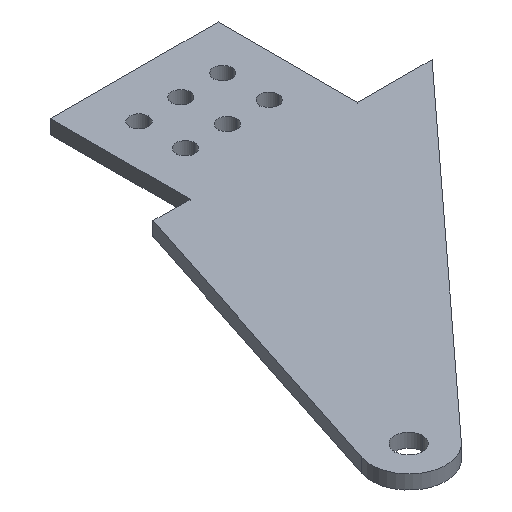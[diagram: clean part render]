
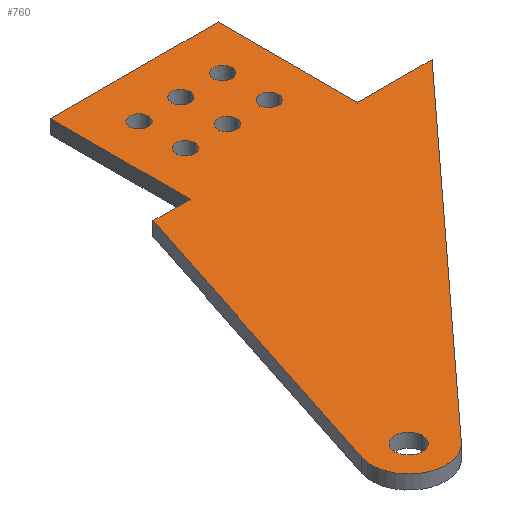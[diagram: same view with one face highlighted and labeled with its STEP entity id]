
A CAD part, isometric view. The second image highlights one B-rep face of the part: STEP entity #760.
In plain terms, the highlighted planar face has unit normal (0, 0, 1).
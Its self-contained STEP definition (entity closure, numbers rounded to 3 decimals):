
#42=CARTESIAN_POINT('Vertex',(0.,0.,1.5)) ;
#56=CARTESIAN_POINT('Vertex',(-10.804,-33.264,1.5)) ;
#59=CARTESIAN_POINT('Line Origine',(-5.402,-16.632,1.5)) ;
#87=CARTESIAN_POINT('Vertex',(-4.049,-37.201,1.5)) ;
#90=CARTESIAN_POINT('Axis2P3D Location',(-7.,-34.5,1.5)) ;
#118=CARTESIAN_POINT('Vertex',(30.,0.,1.5)) ;
#121=CARTESIAN_POINT('Line Origine',(12.975,-18.6,1.5)) ;
#149=CARTESIAN_POINT('Vertex',(22.,0.,1.5)) ;
#152=CARTESIAN_POINT('Line Origine',(26.,0.,1.5)) ;
#180=CARTESIAN_POINT('Vertex',(22.,15.,1.5)) ;
#183=CARTESIAN_POINT('Line Origine',(22.,7.5,1.5)) ;
#211=CARTESIAN_POINT('Vertex',(4.,15.,1.5)) ;
#214=CARTESIAN_POINT('Line Origine',(13.,15.,1.5)) ;
#242=CARTESIAN_POINT('Vertex',(4.,0.,1.5)) ;
#245=CARTESIAN_POINT('Line Origine',(4.,7.5,1.5)) ;
#262=CARTESIAN_POINT('Line Origine',(2.,0.,1.5)) ;
#279=CARTESIAN_POINT('Axis2P3D Location',(-7.,-34.5,1.5)) ;
#283=CARTESIAN_POINT('Vertex',(-8.5,-34.5,1.5)) ;
#285=CARTESIAN_POINT('Vertex',(-5.5,-34.5,1.5)) ;
#314=CARTESIAN_POINT('Axis2P3D Location',(-7.,-34.5,1.5)) ;
#336=CARTESIAN_POINT('Axis2P3D Location',(8.5,5.,1.5)) ;
#340=CARTESIAN_POINT('Vertex',(7.5,5.,1.5)) ;
#342=CARTESIAN_POINT('Vertex',(9.5,5.,1.5)) ;
#371=CARTESIAN_POINT('Axis2P3D Location',(8.5,5.,1.5)) ;
#393=CARTESIAN_POINT('Axis2P3D Location',(13.,5.,1.5)) ;
#397=CARTESIAN_POINT('Vertex',(12.,5.,1.5)) ;
#399=CARTESIAN_POINT('Vertex',(14.,5.,1.5)) ;
#428=CARTESIAN_POINT('Axis2P3D Location',(13.,5.,1.5)) ;
#450=CARTESIAN_POINT('Axis2P3D Location',(17.5,5.,1.5)) ;
#454=CARTESIAN_POINT('Vertex',(16.5,5.,1.5)) ;
#456=CARTESIAN_POINT('Vertex',(18.5,5.,1.5)) ;
#485=CARTESIAN_POINT('Axis2P3D Location',(17.5,5.,1.5)) ;
#507=CARTESIAN_POINT('Axis2P3D Location',(8.5,10.,1.5)) ;
#511=CARTESIAN_POINT('Vertex',(7.5,10.,1.5)) ;
#513=CARTESIAN_POINT('Vertex',(9.5,10.,1.5)) ;
#542=CARTESIAN_POINT('Axis2P3D Location',(8.5,10.,1.5)) ;
#564=CARTESIAN_POINT('Axis2P3D Location',(13.,10.,1.5)) ;
#568=CARTESIAN_POINT('Vertex',(12.,10.,1.5)) ;
#570=CARTESIAN_POINT('Vertex',(14.,10.,1.5)) ;
#599=CARTESIAN_POINT('Axis2P3D Location',(13.,10.,1.5)) ;
#621=CARTESIAN_POINT('Axis2P3D Location',(17.5,10.,1.5)) ;
#625=CARTESIAN_POINT('Vertex',(16.5,10.,1.5)) ;
#627=CARTESIAN_POINT('Vertex',(18.5,10.,1.5)) ;
#656=CARTESIAN_POINT('Axis2P3D Location',(17.5,10.,1.5)) ;
#717=CARTESIAN_POINT('Axis2P3D Location',(0.,0.,1.5)) ;
#61=VECTOR('Line Direction',#60,1.) ;
#123=VECTOR('Line Direction',#122,1.) ;
#154=VECTOR('Line Direction',#153,1.) ;
#185=VECTOR('Line Direction',#184,1.) ;
#216=VECTOR('Line Direction',#215,1.) ;
#247=VECTOR('Line Direction',#246,1.) ;
#264=VECTOR('Line Direction',#263,1.) ;
#60=DIRECTION('Vector Direction',(0.309,0.951,0.)) ;
#91=DIRECTION('Axis2P3D Direction',(0.,0.,1.)) ;
#122=DIRECTION('Vector Direction',(-0.675,-0.738,0.)) ;
#153=DIRECTION('Vector Direction',(1.,0.,0.)) ;
#184=DIRECTION('Vector Direction',(0.,-1.,0.)) ;
#215=DIRECTION('Vector Direction',(1.,0.,0.)) ;
#246=DIRECTION('Vector Direction',(0.,1.,0.)) ;
#263=DIRECTION('Vector Direction',(1.,0.,0.)) ;
#280=DIRECTION('Axis2P3D Direction',(0.,0.,1.)) ;
#315=DIRECTION('Axis2P3D Direction',(0.,0.,1.)) ;
#337=DIRECTION('Axis2P3D Direction',(0.,0.,1.)) ;
#372=DIRECTION('Axis2P3D Direction',(0.,0.,1.)) ;
#394=DIRECTION('Axis2P3D Direction',(0.,0.,1.)) ;
#429=DIRECTION('Axis2P3D Direction',(0.,0.,1.)) ;
#451=DIRECTION('Axis2P3D Direction',(0.,0.,1.)) ;
#486=DIRECTION('Axis2P3D Direction',(0.,0.,1.)) ;
#508=DIRECTION('Axis2P3D Direction',(0.,0.,1.)) ;
#543=DIRECTION('Axis2P3D Direction',(0.,0.,1.)) ;
#565=DIRECTION('Axis2P3D Direction',(0.,0.,1.)) ;
#600=DIRECTION('Axis2P3D Direction',(0.,0.,1.)) ;
#622=DIRECTION('Axis2P3D Direction',(0.,0.,1.)) ;
#657=DIRECTION('Axis2P3D Direction',(0.,0.,1.)) ;
#718=DIRECTION('Axis2P3D Direction',(0.,0.,1.)) ;
#719=DIRECTION('Axis2P3D XDirection',(1.,0.,0.)) ;
#92=AXIS2_PLACEMENT_3D('Circle Axis2P3D',#90,#91,$) ;
#281=AXIS2_PLACEMENT_3D('Circle Axis2P3D',#279,#280,$) ;
#316=AXIS2_PLACEMENT_3D('Circle Axis2P3D',#314,#315,$) ;
#338=AXIS2_PLACEMENT_3D('Circle Axis2P3D',#336,#337,$) ;
#373=AXIS2_PLACEMENT_3D('Circle Axis2P3D',#371,#372,$) ;
#395=AXIS2_PLACEMENT_3D('Circle Axis2P3D',#393,#394,$) ;
#430=AXIS2_PLACEMENT_3D('Circle Axis2P3D',#428,#429,$) ;
#452=AXIS2_PLACEMENT_3D('Circle Axis2P3D',#450,#451,$) ;
#487=AXIS2_PLACEMENT_3D('Circle Axis2P3D',#485,#486,$) ;
#509=AXIS2_PLACEMENT_3D('Circle Axis2P3D',#507,#508,$) ;
#544=AXIS2_PLACEMENT_3D('Circle Axis2P3D',#542,#543,$) ;
#566=AXIS2_PLACEMENT_3D('Circle Axis2P3D',#564,#565,$) ;
#601=AXIS2_PLACEMENT_3D('Circle Axis2P3D',#599,#600,$) ;
#623=AXIS2_PLACEMENT_3D('Circle Axis2P3D',#621,#622,$) ;
#658=AXIS2_PLACEMENT_3D('Circle Axis2P3D',#656,#657,$) ;
#720=AXIS2_PLACEMENT_3D('Plane Axis2P3D',#717,#718,#719) ;
#62=LINE('Line',#59,#61) ;
#124=LINE('Line',#121,#123) ;
#155=LINE('Line',#152,#154) ;
#186=LINE('Line',#183,#185) ;
#217=LINE('Line',#214,#216) ;
#248=LINE('Line',#245,#247) ;
#265=LINE('Line',#262,#264) ;
#93=CIRCLE('generated circle',#92,4.) ;
#282=CIRCLE('generated circle',#281,1.5) ;
#317=CIRCLE('generated circle',#316,1.5) ;
#339=CIRCLE('generated circle',#338,1.) ;
#374=CIRCLE('generated circle',#373,1.) ;
#396=CIRCLE('generated circle',#395,1.) ;
#431=CIRCLE('generated circle',#430,1.) ;
#453=CIRCLE('generated circle',#452,1.) ;
#488=CIRCLE('generated circle',#487,1.) ;
#510=CIRCLE('generated circle',#509,1.) ;
#545=CIRCLE('generated circle',#544,1.) ;
#567=CIRCLE('generated circle',#566,1.) ;
#602=CIRCLE('generated circle',#601,1.) ;
#624=CIRCLE('generated circle',#623,1.) ;
#659=CIRCLE('generated circle',#658,1.) ;
#721=PLANE('',#720) ;
#735=FACE_BOUND('',#732,.T.) ;
#739=FACE_BOUND('',#736,.T.) ;
#743=FACE_BOUND('',#740,.T.) ;
#747=FACE_BOUND('',#744,.T.) ;
#751=FACE_BOUND('',#748,.T.) ;
#755=FACE_BOUND('',#752,.T.) ;
#759=FACE_BOUND('',#756,.T.) ;
#63=EDGE_CURVE('',#43,#57,#62,.F.) ;
#94=EDGE_CURVE('',#57,#88,#93,.T.) ;
#125=EDGE_CURVE('',#88,#119,#124,.F.) ;
#156=EDGE_CURVE('',#119,#150,#155,.F.) ;
#187=EDGE_CURVE('',#150,#181,#186,.F.) ;
#218=EDGE_CURVE('',#181,#212,#217,.F.) ;
#249=EDGE_CURVE('',#212,#243,#248,.F.) ;
#266=EDGE_CURVE('',#243,#43,#265,.F.) ;
#287=EDGE_CURVE('',#284,#286,#282,.T.) ;
#318=EDGE_CURVE('',#286,#284,#317,.T.) ;
#344=EDGE_CURVE('',#341,#343,#339,.T.) ;
#375=EDGE_CURVE('',#343,#341,#374,.T.) ;
#401=EDGE_CURVE('',#398,#400,#396,.T.) ;
#432=EDGE_CURVE('',#400,#398,#431,.T.) ;
#458=EDGE_CURVE('',#455,#457,#453,.T.) ;
#489=EDGE_CURVE('',#457,#455,#488,.T.) ;
#515=EDGE_CURVE('',#512,#514,#510,.T.) ;
#546=EDGE_CURVE('',#514,#512,#545,.T.) ;
#572=EDGE_CURVE('',#569,#571,#567,.T.) ;
#603=EDGE_CURVE('',#571,#569,#602,.T.) ;
#629=EDGE_CURVE('',#626,#628,#624,.T.) ;
#660=EDGE_CURVE('',#628,#626,#659,.T.) ;
#723=ORIENTED_EDGE('',*,*,#63,.T.) ;
#724=ORIENTED_EDGE('',*,*,#94,.T.) ;
#725=ORIENTED_EDGE('',*,*,#125,.T.) ;
#726=ORIENTED_EDGE('',*,*,#156,.T.) ;
#727=ORIENTED_EDGE('',*,*,#187,.T.) ;
#728=ORIENTED_EDGE('',*,*,#218,.T.) ;
#729=ORIENTED_EDGE('',*,*,#249,.T.) ;
#730=ORIENTED_EDGE('',*,*,#266,.T.) ;
#733=ORIENTED_EDGE('',*,*,#287,.F.) ;
#734=ORIENTED_EDGE('',*,*,#318,.F.) ;
#737=ORIENTED_EDGE('',*,*,#344,.F.) ;
#738=ORIENTED_EDGE('',*,*,#375,.F.) ;
#741=ORIENTED_EDGE('',*,*,#401,.F.) ;
#742=ORIENTED_EDGE('',*,*,#432,.F.) ;
#745=ORIENTED_EDGE('',*,*,#458,.F.) ;
#746=ORIENTED_EDGE('',*,*,#489,.F.) ;
#749=ORIENTED_EDGE('',*,*,#515,.F.) ;
#750=ORIENTED_EDGE('',*,*,#546,.F.) ;
#753=ORIENTED_EDGE('',*,*,#572,.F.) ;
#754=ORIENTED_EDGE('',*,*,#603,.F.) ;
#757=ORIENTED_EDGE('',*,*,#629,.F.) ;
#758=ORIENTED_EDGE('',*,*,#660,.F.) ;
#722=EDGE_LOOP('',(#723,#724,#725,#726,#727,#728,#729,#730)) ;
#732=EDGE_LOOP('',(#733,#734)) ;
#736=EDGE_LOOP('',(#737,#738)) ;
#740=EDGE_LOOP('',(#741,#742)) ;
#744=EDGE_LOOP('',(#745,#746)) ;
#748=EDGE_LOOP('',(#749,#750)) ;
#752=EDGE_LOOP('',(#753,#754)) ;
#756=EDGE_LOOP('',(#757,#758)) ;
#43=VERTEX_POINT('',#42) ;
#57=VERTEX_POINT('',#56) ;
#88=VERTEX_POINT('',#87) ;
#119=VERTEX_POINT('',#118) ;
#150=VERTEX_POINT('',#149) ;
#181=VERTEX_POINT('',#180) ;
#212=VERTEX_POINT('',#211) ;
#243=VERTEX_POINT('',#242) ;
#284=VERTEX_POINT('',#283) ;
#286=VERTEX_POINT('',#285) ;
#341=VERTEX_POINT('',#340) ;
#343=VERTEX_POINT('',#342) ;
#398=VERTEX_POINT('',#397) ;
#400=VERTEX_POINT('',#399) ;
#455=VERTEX_POINT('',#454) ;
#457=VERTEX_POINT('',#456) ;
#512=VERTEX_POINT('',#511) ;
#514=VERTEX_POINT('',#513) ;
#569=VERTEX_POINT('',#568) ;
#571=VERTEX_POINT('',#570) ;
#626=VERTEX_POINT('',#625) ;
#628=VERTEX_POINT('',#627) ;
#760=ADVANCED_FACE('PartBody',(#731,#735,#739,#743,#747,#751,#755,#759),#721,.T.) ;
#731=FACE_OUTER_BOUND('',#722,.T.) ;
